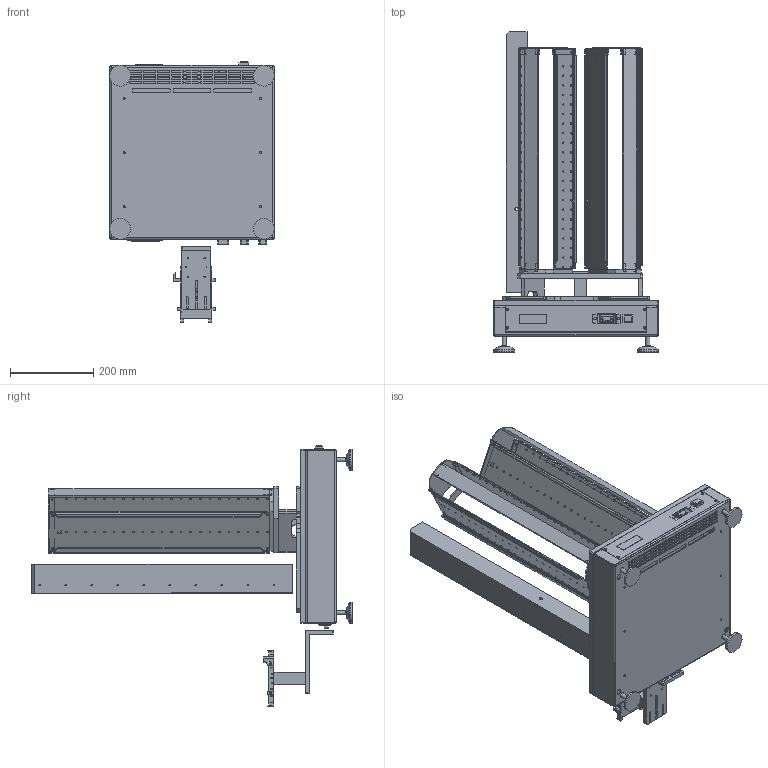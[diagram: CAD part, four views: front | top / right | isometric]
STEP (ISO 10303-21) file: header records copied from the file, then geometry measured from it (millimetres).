
FILE_DESCRIPTION (( 'STEP AP214' ), '1' );
FILE_NAME ('9301000.STEP', '2024-09-25T12:29:29', ( '' ), ( '' ), 'SwSTEP 2.0', 'SolidWorks 2022', '' );
FILE_SCHEMA (( 'AUTOMOTIVE_DESIGN' ));
Length unit declared in the file: millimetre
Products named in the file (1): 9301000
Bounding box: 395 x 770.3 x 626.49 mm (x, y, z)
Volume: 5374501.2 mm3; surface area: 2354199.2 mm2
Topology: 41 solids, 41 shells, 3806 faces, 10785 edges, 7087 vertices
Faces by surface type: plane 2050, cylinder 1655, cone 61, bspline 28, torus 12
Full cylindrical faces by diameter (mm): 1.5 x3, 1.6 x2, 1.9 x1, 2.05 x4, 2.5 x40, 3.1 x8, 3.2 x8, 3.3 x59, 3.4 x6, 4 x96, 4.2 x33, 4.5 x17, 4.7 x8, 5 x7, 5.2 x2, 5.3 x10, 6 x11, 6.2 x2, 6.5 x1, 7.1 x7, 8 x22, 10 x4, 12 x1, 12.5 x8, 14.5 x1, 15 x2, 15.5 x1, 16 x1, 25 x1, 50.014 x4
Entity records: 164444 total; most frequent: CARTESIAN_POINT 21825, DIRECTION 20910, ORIENTED_EDGE 20206, EDGE_CURVE 10103, AXIS2_PLACEMENT_3D 7161, VERTEX_POINT 6844, VECTOR 6588, LINE 6588
